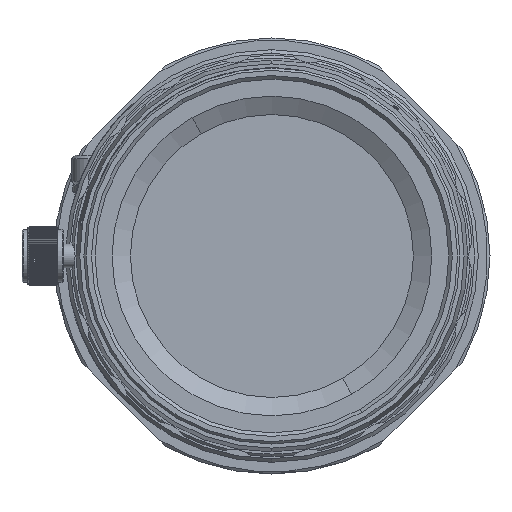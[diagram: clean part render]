
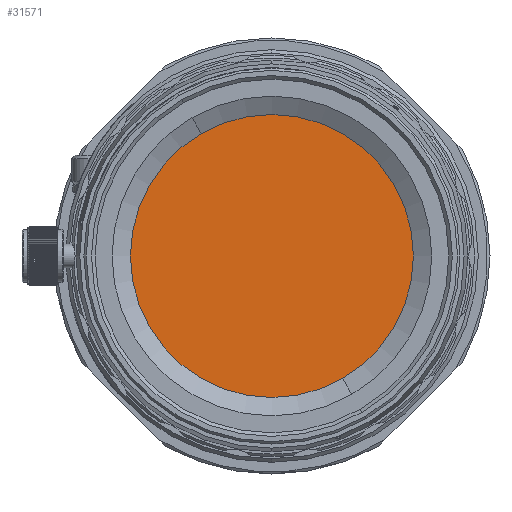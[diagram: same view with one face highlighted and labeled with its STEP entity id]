
A CAD part, left-side view. The second image highlights one B-rep face of the part: STEP entity #31571.
In plain terms, the highlighted planar face has unit normal (-1, 0, 0).
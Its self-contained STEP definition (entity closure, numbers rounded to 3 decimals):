
#1541 = EDGE_LOOP ( 'NONE', ( #6669, #17068 ) ) ;
#1951 = CARTESIAN_POINT ( 'NONE',  ( -14.96, 13.5, 0. ) ) ;
#6669 = ORIENTED_EDGE ( 'NONE', *, *, #25242, .T. ) ;
#7644 = FACE_OUTER_BOUND ( 'NONE', #1541, .T. ) ;
#17068 = ORIENTED_EDGE ( 'NONE', *, *, #39476, .T. ) ;
#17977 = CIRCLE ( 'NONE', #63022, 13.3 ) ;
#19900 = CARTESIAN_POINT ( 'NONE',  ( -14.96, 0., 13.3 ) ) ;
#20165 = VERTEX_POINT ( 'NONE', #25019 ) ;
#25019 = CARTESIAN_POINT ( 'NONE',  ( -14.96, 0., -13.3 ) ) ;
#25242 = EDGE_CURVE ( 'NONE', #20165, #54442, #62080, .T. ) ;
#26852 = DIRECTION ( 'NONE',  ( 1., 0., 0. ) ) ;
#30823 = CARTESIAN_POINT ( 'NONE',  ( -14.96, 0., 0. ) ) ;
#31571 = ADVANCED_FACE ( 'NONE', ( #7644 ), #50637, .F. ) ;
#39476 = EDGE_CURVE ( 'NONE', #54442, #20165, #17977, .T. ) ;
#40581 = DIRECTION ( 'NONE',  ( -1., 0., 0. ) ) ;
#41382 = AXIS2_PLACEMENT_3D ( 'NONE', #1951, #26852, #64229 ) ;
#43935 = DIRECTION ( 'NONE',  ( 0., 0., -1. ) ) ;
#50637 = PLANE ( 'NONE',  #41382 ) ;
#54442 = VERTEX_POINT ( 'NONE', #19900 ) ;
#58678 = CARTESIAN_POINT ( 'NONE',  ( -14.96, 0., 0. ) ) ;
#59902 = AXIS2_PLACEMENT_3D ( 'NONE', #58678, #40581, #43935 ) ;
#62080 = CIRCLE ( 'NONE', #59902, 13.3 ) ;
#63022 = AXIS2_PLACEMENT_3D ( 'NONE', #30823, #69336, #68224 ) ;
#64229 = DIRECTION ( 'NONE',  ( 0., 0., -1. ) ) ;
#68224 = DIRECTION ( 'NONE',  ( 0., 0., -1. ) ) ;
#69336 = DIRECTION ( 'NONE',  ( -1., 0., 0. ) ) ;
